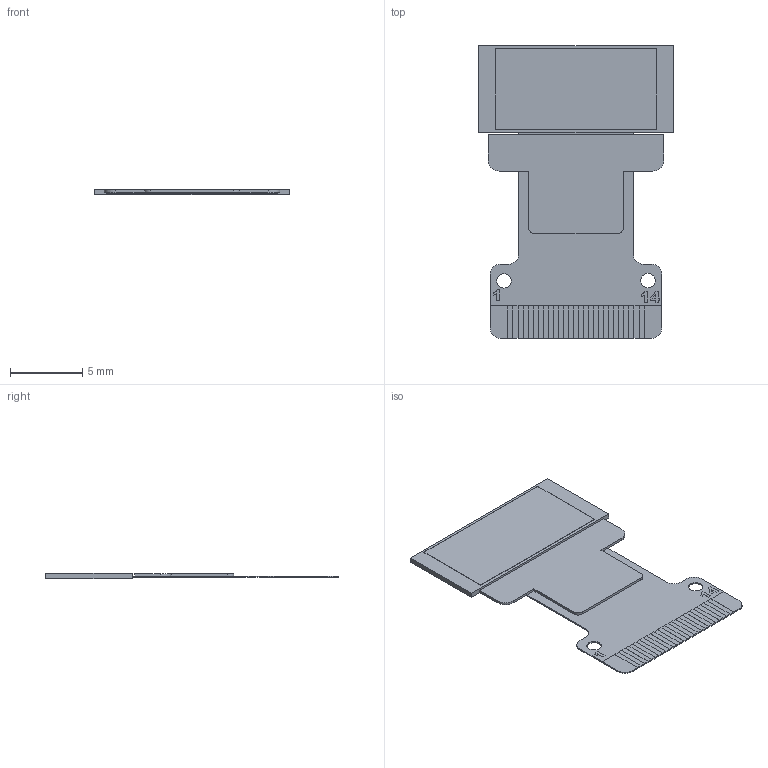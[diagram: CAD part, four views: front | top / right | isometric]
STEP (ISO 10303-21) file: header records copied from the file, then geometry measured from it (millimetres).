
FILE_DESCRIPTION(/* description */ ('Unknown'),/* implementation_level */ '2;1');
FILE_NAME(/* name */ '0.49 inch OLED 64x32 - Without glass - Flat Mount',/* time_stamp */ '2018-11-02T15:47:34-04:00',/* author */ ('Unknown'),/* organization */ ('Unknown'),/* preprocessor_version */ 'ST-DEVELOPER v16.7',/* originating_system */ 'DEX',/* authorisation */ $);
FILE_SCHEMA (('AUTOMOTIVE_DESIGN {1 0 10303 214 3 1 1}'));
Length unit declared in the file: millimetre
Products named in the file (1): 0.49 inch OLED 64x32 - Without glass - Flat Mount
Bounding box: 13.5 x 20.3 x 0.38 mm (x, y, z)
Volume: 51.6 mm3; surface area: 490.7 mm2
Topology: 1 solids, 21 shells, 400 faces, 1018 edges, 668 vertices
Faces by surface type: plane 345, bspline 41, cylinder 14
Full cylindrical faces by diameter (mm): 1 x2
Entity records: 16025 total; most frequent: CARTESIAN_POINT 4180, ORIENTED_EDGE 2024, DIRECTION 1492, EDGE_CURVE 1012, LINE 716, VECTOR 716, VERTEX_POINT 668, EDGE_LOOP 430
